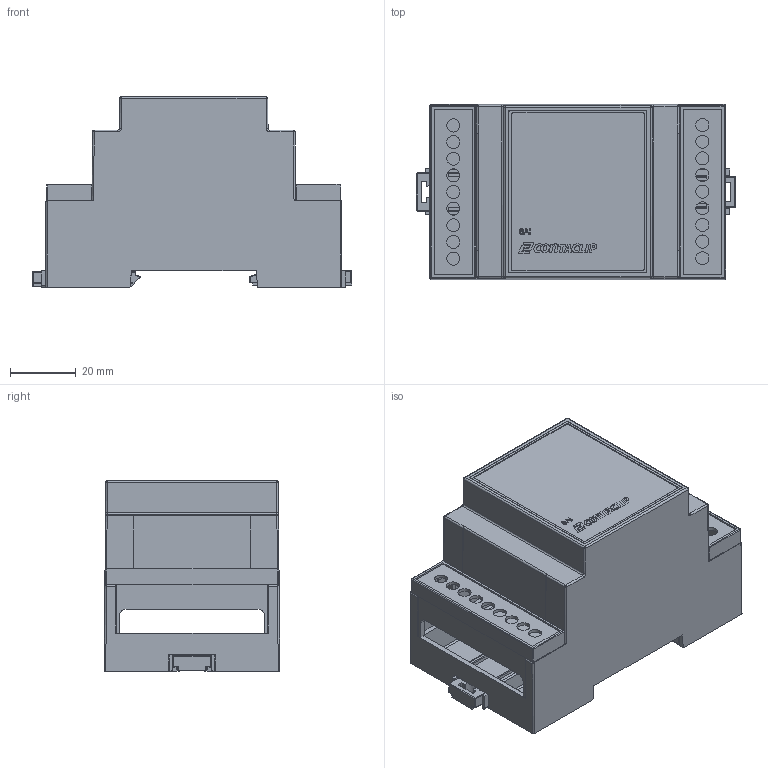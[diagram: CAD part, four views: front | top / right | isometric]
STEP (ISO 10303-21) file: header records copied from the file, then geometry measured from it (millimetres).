
FILE_DESCRIPTION(/* description */ (''),/* implementation_level */ '2;1');
FILE_NAME(/* name */ '16377.2_GSM-PRO-8AI.stp',/* time_stamp */ '2020-06-23T09:05:27+02:00',/* author */ (''),/* organization */ (''),/* preprocessor_version */ 'ST-DEVELOPER v16.7',/* originating_system */ 'SIEMENS PLM Software NX 12.0',/* authorisation */ '');
FILE_SCHEMA (('AUTOMOTIVE_DESIGN { 1 0 10303 214 3 1 1 1 }'));
Length unit declared in the file: millimetre
Products named in the file (7): GSM_Gehause; Base_Bodenplatte; Verrastung_schmal; Abdeckplatte; Verrastung_Breit; Anschlüsse; 16377.2_GSM-PRO-8AI
Assembly tree (7 placements, depth 2):
  16377.2_GSM-PRO-8AI
    Anschlüsse  x2
    Verrastung_Breit
    Abdeckplatte
    Verrastung_schmal
    Base_Bodenplatte
    GSM_Gehause
Bounding box: 97.1 x 53.5 x 58 mm (x, y, z)
Volume: 39520.8 mm3; surface area: 56541.7 mm2
Topology: 7 solids, 7 shells, 1241 faces, 3249 edges, 2004 vertices
Faces by surface type: plane 658, cylinder 403, bspline 89, sphere 70, extrusion 21
Full cylindrical faces by diameter (mm): 4 x18
Entity records: 37646 total; most frequent: CARTESIAN_POINT 10276, ORIENTED_EDGE 5782, DIRECTION 5305, EDGE_CURVE 2891, VECTOR 2017, LINE 1996, VERTEX_POINT 1822, AXIS2_PLACEMENT_3D 1644
